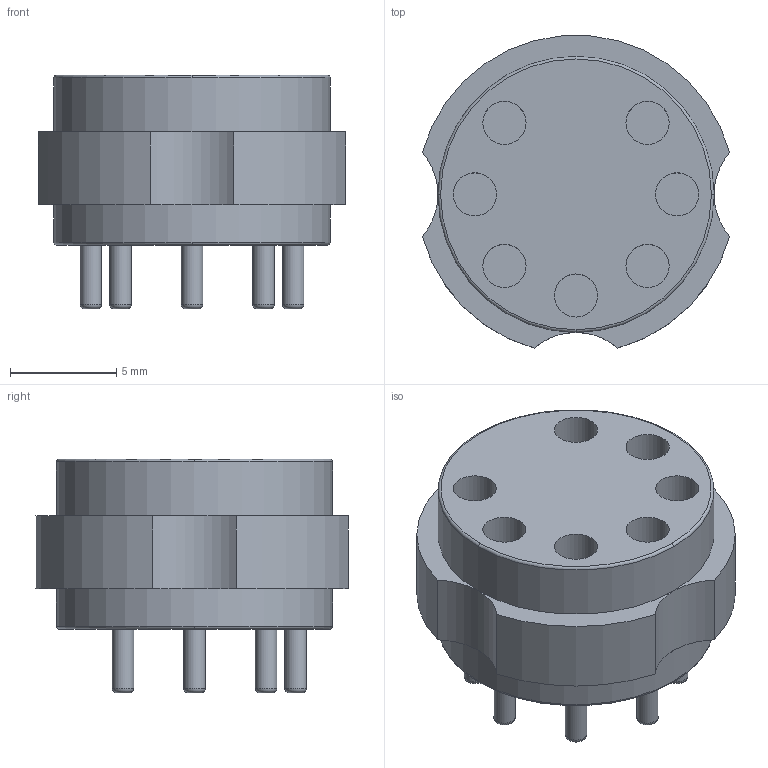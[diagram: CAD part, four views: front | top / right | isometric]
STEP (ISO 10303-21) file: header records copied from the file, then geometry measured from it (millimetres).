
FILE_DESCRIPTION(/* description */ ('model of Valve_Socket_Miniature-B7G-D09.53mm_Pin'),/* implementation_level */ '2;1');
FILE_NAME(/* name */ 'Valve_Socket_Miniature-B7G-D09.53mm_Pin.step',/* time_stamp */ '2018-11-25T10:55:40',/* author */ ('kicad StepUp','ksu'),/* organization */ ('FreeCAD'),/* preprocessor_version */ 'OCC',/* originating_system */ 'kicad StepUp',/* authorisation */ '');
FILE_SCHEMA(('AUTOMOTIVE_DESIGN { 1 0 10303 214 1 1 1 1 }'));
Length unit declared in the file: millimetre
Products named in the file (1): Valve_Socket_Miniature_B7G_D0953mm_Pin
Bounding box: 14.47 x 14.71 x 11 mm (x, y, z)
Volume: 1111 mm3; surface area: 928.1 mm2
Topology: 1 solids, 1 shells, 57 faces, 106 edges, 65 vertices
Faces by surface type: cylinder 22, plane 22, torus 13
Full cylindrical faces by diameter (mm): 1.016 x7, 2.032 x7, 13 x2
Entity records: 1858 total; most frequent: DIRECTION 304, CARTESIAN_POINT 231, ORIENTED_EDGE 212, AXIS2_PLACEMENT_3D 142, EDGE_CURVE 106, CIRCLE 84, FACE_BOUND 71, EDGE_LOOP 71
